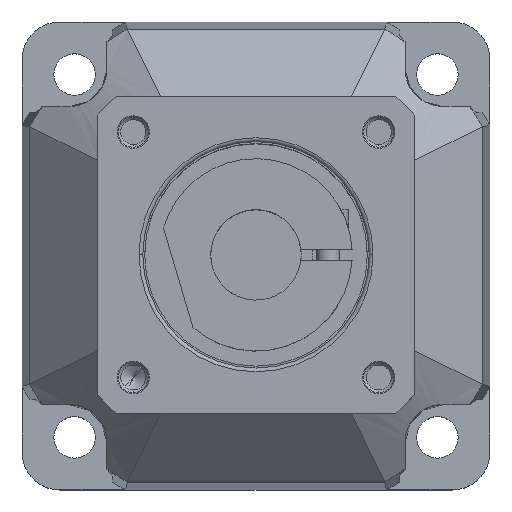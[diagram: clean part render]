
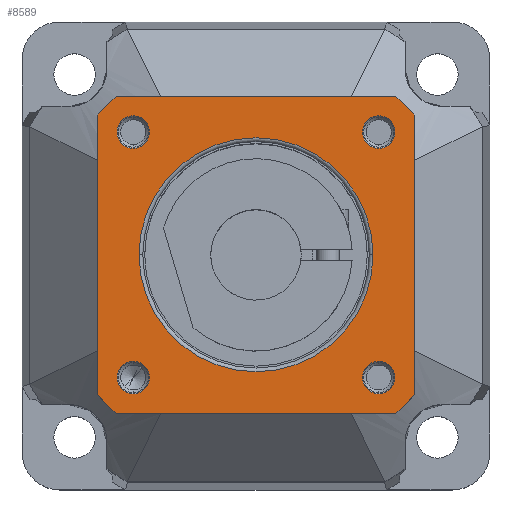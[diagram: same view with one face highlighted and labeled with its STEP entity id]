
A CAD part, top view. The second image highlights one B-rep face of the part: STEP entity #8589.
In plain terms, the highlighted face is planar.
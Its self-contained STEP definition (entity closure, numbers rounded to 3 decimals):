
#7481=CARTESIAN_POINT('',(0.,29.5,0.));
#7482=DIRECTION('',(0.,1.,0.));
#7483=DIRECTION('',(0.75,0.,-0.661));
#7484=AXIS2_PLACEMENT_3D('',#7481,#7482,#7483);
#7486=DIRECTION('',(0.,0.,-1.));
#7487=VECTOR('',#7486,37.041);
#7488=CARTESIAN_POINT('',(21.,29.5,18.52));
#7489=LINE('',#7488,#7487);
#7490=CARTESIAN_POINT('',(0.,29.5,0.));
#7491=DIRECTION('',(0.,1.,0.));
#7492=DIRECTION('',(0.661,0.,0.75));
#7493=AXIS2_PLACEMENT_3D('',#7490,#7491,#7492);
#7495=DIRECTION('',(1.,0.,0.));
#7496=VECTOR('',#7495,37.041);
#7497=CARTESIAN_POINT('',(-18.52,29.5,21.));
#7498=LINE('',#7497,#7496);
#7499=CARTESIAN_POINT('',(0.,29.5,0.));
#7500=DIRECTION('',(0.,1.,0.));
#7501=DIRECTION('',(-0.75,0.,0.661));
#7502=AXIS2_PLACEMENT_3D('',#7499,#7500,#7501);
#7504=DIRECTION('',(0.,0.,1.));
#7505=VECTOR('',#7504,37.041);
#7506=CARTESIAN_POINT('',(-21.,29.5,-18.52));
#7507=LINE('',#7506,#7505);
#7508=CARTESIAN_POINT('',(0.,29.5,0.));
#7509=DIRECTION('',(0.,1.,0.));
#7510=DIRECTION('',(-0.661,0.,-0.75));
#7511=AXIS2_PLACEMENT_3D('',#7508,#7509,#7510);
#7513=DIRECTION('',(-1.,0.,0.));
#7514=VECTOR('',#7513,37.041);
#7515=CARTESIAN_POINT('',(18.52,29.5,-21.));
#7516=LINE('',#7515,#7514);
#7517=CARTESIAN_POINT('',(-16.263,29.5,16.263));
#7518=DIRECTION('',(0.,-1.,0.));
#7519=DIRECTION('',(1.,0.,0.));
#7520=AXIS2_PLACEMENT_3D('',#7517,#7518,#7519);
#7527=CARTESIAN_POINT('',(-16.263,29.5,16.263));
#7528=DIRECTION('',(0.,-1.,0.));
#7529=DIRECTION('',(-1.,0.,0.));
#7530=AXIS2_PLACEMENT_3D('',#7527,#7528,#7529);
#7563=CARTESIAN_POINT('',(-16.263,29.5,-16.263));
#7564=DIRECTION('',(0.,-1.,0.));
#7565=DIRECTION('',(1.,0.,0.));
#7566=AXIS2_PLACEMENT_3D('',#7563,#7564,#7565);
#7573=CARTESIAN_POINT('',(-16.263,29.5,-16.263));
#7574=DIRECTION('',(0.,-1.,0.));
#7575=DIRECTION('',(-1.,0.,0.));
#7576=AXIS2_PLACEMENT_3D('',#7573,#7574,#7575);
#7609=CARTESIAN_POINT('',(16.263,29.5,-16.263));
#7610=DIRECTION('',(0.,-1.,0.));
#7611=DIRECTION('',(1.,0.,0.));
#7612=AXIS2_PLACEMENT_3D('',#7609,#7610,#7611);
#7619=CARTESIAN_POINT('',(16.263,29.5,-16.263));
#7620=DIRECTION('',(0.,-1.,0.));
#7621=DIRECTION('',(-1.,0.,0.));
#7622=AXIS2_PLACEMENT_3D('',#7619,#7620,#7621);
#7971=CARTESIAN_POINT('',(16.263,29.5,16.263));
#7972=DIRECTION('',(0.,-1.,0.));
#7973=DIRECTION('',(1.,0.,0.));
#7974=AXIS2_PLACEMENT_3D('',#7971,#7972,#7973);
#7981=CARTESIAN_POINT('',(16.263,29.5,16.263));
#7982=DIRECTION('',(0.,-1.,0.));
#7983=DIRECTION('',(-1.,0.,0.));
#7984=AXIS2_PLACEMENT_3D('',#7981,#7982,#7983);
#8035=CARTESIAN_POINT('',(0.,29.5,0.));
#8036=DIRECTION('',(0.,-1.,0.));
#8037=DIRECTION('',(0.,0.,1.));
#8038=AXIS2_PLACEMENT_3D('',#8035,#8036,#8037);
#8050=CARTESIAN_POINT('',(0.,29.5,0.));
#8051=DIRECTION('',(0.,-1.,0.));
#8052=DIRECTION('',(0.,0.,-1.));
#8053=AXIS2_PLACEMENT_3D('',#8050,#8051,#8052);
#8205=CARTESIAN_POINT('',(21.,29.5,-18.52));
#8206=CARTESIAN_POINT('',(18.52,29.5,-21.));
#8207=VERTEX_POINT('',#8205);
#8208=VERTEX_POINT('',#8206);
#8209=CARTESIAN_POINT('',(-18.52,29.5,-21.));
#8210=CARTESIAN_POINT('',(-21.,29.5,-18.52));
#8211=VERTEX_POINT('',#8209);
#8212=VERTEX_POINT('',#8210);
#8213=CARTESIAN_POINT('',(-21.,29.5,18.52));
#8214=CARTESIAN_POINT('',(-18.52,29.5,21.));
#8215=VERTEX_POINT('',#8213);
#8216=VERTEX_POINT('',#8214);
#8217=CARTESIAN_POINT('',(18.52,29.5,21.));
#8218=CARTESIAN_POINT('',(21.,29.5,18.52));
#8219=VERTEX_POINT('',#8217);
#8220=VERTEX_POINT('',#8218);
#8263=CARTESIAN_POINT('',(18.413,29.5,16.263));
#8264=CARTESIAN_POINT('',(14.113,29.5,16.263));
#8265=VERTEX_POINT('',#8263);
#8266=VERTEX_POINT('',#8264);
#8271=CARTESIAN_POINT('',(-14.113,29.5,16.263));
#8272=CARTESIAN_POINT('',(-18.413,29.5,16.263));
#8273=VERTEX_POINT('',#8271);
#8274=VERTEX_POINT('',#8272);
#8279=CARTESIAN_POINT('',(-14.113,29.5,-16.263));
#8280=CARTESIAN_POINT('',(-18.413,29.5,-16.263));
#8281=VERTEX_POINT('',#8279);
#8282=VERTEX_POINT('',#8280);
#8287=CARTESIAN_POINT('',(18.413,29.5,-16.263));
#8288=CARTESIAN_POINT('',(14.113,29.5,-16.263));
#8289=VERTEX_POINT('',#8287);
#8290=VERTEX_POINT('',#8288);
#8327=CARTESIAN_POINT('',(0.,29.5,15.5));
#8328=CARTESIAN_POINT('',(0.,29.5,-15.5));
#8329=VERTEX_POINT('',#8327);
#8330=VERTEX_POINT('',#8328);
#8539=CARTESIAN_POINT('',(0.,29.5,0.));
#8540=DIRECTION('',(0.,-1.,0.));
#8541=DIRECTION('',(-1.,0.,0.));
#8542=AXIS2_PLACEMENT_3D('',#8539,#8540,#8541);
#8543=PLANE('',#8542);
#8544=ORIENTED_EDGE('',*,*,#8501,.F.);
#8546=ORIENTED_EDGE('',*,*,#8545,.F.);
#8548=ORIENTED_EDGE('',*,*,#8547,.F.);
#8550=ORIENTED_EDGE('',*,*,#8549,.F.);
#8552=ORIENTED_EDGE('',*,*,#8551,.F.);
#8554=ORIENTED_EDGE('',*,*,#8553,.F.);
#8555=ORIENTED_EDGE('',*,*,#8516,.F.);
#8556=ORIENTED_EDGE('',*,*,#8526,.F.);
#8557=EDGE_LOOP('',(#8544,#8546,#8548,#8550,#8552,#8554,#8555,#8556));
#8558=FACE_OUTER_BOUND('',#8557,.F.);
#8560=ORIENTED_EDGE('',*,*,#8559,.F.);
#8562=ORIENTED_EDGE('',*,*,#8561,.F.);
#8563=EDGE_LOOP('',(#8560,#8562));
#8564=FACE_BOUND('',#8563,.F.);
#8566=ORIENTED_EDGE('',*,*,#8565,.F.);
#8568=ORIENTED_EDGE('',*,*,#8567,.F.);
#8569=EDGE_LOOP('',(#8566,#8568));
#8570=FACE_BOUND('',#8569,.F.);
#8572=ORIENTED_EDGE('',*,*,#8571,.F.);
#8574=ORIENTED_EDGE('',*,*,#8573,.F.);
#8575=EDGE_LOOP('',(#8572,#8574));
#8576=FACE_BOUND('',#8575,.F.);
#8578=ORIENTED_EDGE('',*,*,#8577,.F.);
#8580=ORIENTED_EDGE('',*,*,#8579,.F.);
#8581=EDGE_LOOP('',(#8578,#8580));
#8582=FACE_BOUND('',#8581,.F.);
#8584=ORIENTED_EDGE('',*,*,#8583,.F.);
#8586=ORIENTED_EDGE('',*,*,#8585,.F.);
#8587=EDGE_LOOP('',(#8584,#8586));
#8588=FACE_BOUND('',#8587,.F.);
#8589=ADVANCED_FACE('',(#8558,#8564,#8570,#8576,#8582,#8588),#8543,.F.);
#7485=CIRCLE('',#7484,28.);
#7494=CIRCLE('',#7493,28.);
#7503=CIRCLE('',#7502,28.);
#7512=CIRCLE('',#7511,28.);
#7521=CIRCLE('',#7520,2.15);
#7531=CIRCLE('',#7530,2.15);
#7567=CIRCLE('',#7566,2.15);
#7577=CIRCLE('',#7576,2.15);
#7613=CIRCLE('',#7612,2.15);
#7623=CIRCLE('',#7622,2.15);
#7975=CIRCLE('',#7974,2.15);
#7985=CIRCLE('',#7984,2.15);
#8039=CIRCLE('',#8038,15.5);
#8054=CIRCLE('',#8053,15.5);
#8501=EDGE_CURVE('',#8207,#8208,#7485,.T.);
#8516=EDGE_CURVE('',#8211,#8212,#7512,.T.);
#8526=EDGE_CURVE('',#8208,#8211,#7516,.T.);
#8545=EDGE_CURVE('',#8220,#8207,#7489,.T.);
#8547=EDGE_CURVE('',#8219,#8220,#7494,.T.);
#8549=EDGE_CURVE('',#8216,#8219,#7498,.T.);
#8551=EDGE_CURVE('',#8215,#8216,#7503,.T.);
#8553=EDGE_CURVE('',#8212,#8215,#7507,.T.);
#8559=EDGE_CURVE('',#8273,#8274,#7521,.T.);
#8561=EDGE_CURVE('',#8274,#8273,#7531,.T.);
#8565=EDGE_CURVE('',#8281,#8282,#7567,.T.);
#8567=EDGE_CURVE('',#8282,#8281,#7577,.T.);
#8571=EDGE_CURVE('',#8289,#8290,#7613,.T.);
#8573=EDGE_CURVE('',#8290,#8289,#7623,.T.);
#8577=EDGE_CURVE('',#8265,#8266,#7975,.T.);
#8579=EDGE_CURVE('',#8266,#8265,#7985,.T.);
#8583=EDGE_CURVE('',#8329,#8330,#8039,.T.);
#8585=EDGE_CURVE('',#8330,#8329,#8054,.T.);
